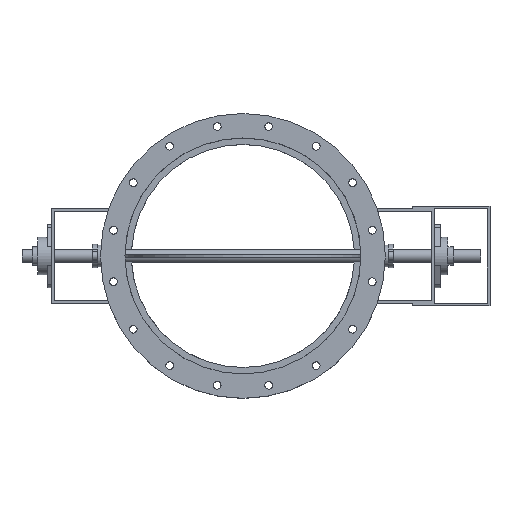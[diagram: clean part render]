
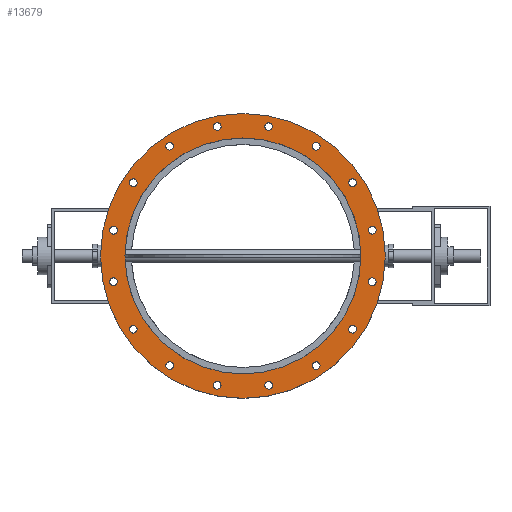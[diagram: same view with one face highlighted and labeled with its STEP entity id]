
A CAD part, top view. The second image highlights one B-rep face of the part: STEP entity #13679.
In plain terms, the highlighted planar face has unit normal (0, 0, 1).
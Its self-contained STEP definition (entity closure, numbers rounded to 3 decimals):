
#149=CIRCLE('',#14178,275.);
#220=CIRCLE('',#14322,9.);
#222=CIRCLE('',#14326,9.);
#224=CIRCLE('',#14330,9.);
#226=CIRCLE('',#14334,9.);
#228=CIRCLE('',#14338,9.);
#230=CIRCLE('',#14342,9.);
#232=CIRCLE('',#14346,9.);
#234=CIRCLE('',#14350,9.);
#236=CIRCLE('',#14354,9.);
#238=CIRCLE('',#14358,9.);
#240=CIRCLE('',#14362,9.);
#242=CIRCLE('',#14366,9.);
#244=CIRCLE('',#14370,9.);
#246=CIRCLE('',#14374,9.);
#248=CIRCLE('',#14378,9.);
#250=CIRCLE('',#14382,9.);
#252=CIRCLE('',#14388,332.);
#388=FACE_BOUND('',#2374,.T.);
#389=FACE_BOUND('',#2375,.T.);
#390=FACE_BOUND('',#2376,.T.);
#391=FACE_BOUND('',#2377,.T.);
#392=FACE_BOUND('',#2378,.T.);
#393=FACE_BOUND('',#2379,.T.);
#394=FACE_BOUND('',#2380,.T.);
#395=FACE_BOUND('',#2381,.T.);
#396=FACE_BOUND('',#2382,.T.);
#397=FACE_BOUND('',#2383,.T.);
#398=FACE_BOUND('',#2384,.T.);
#399=FACE_BOUND('',#2385,.T.);
#400=FACE_BOUND('',#2386,.T.);
#401=FACE_BOUND('',#2387,.T.);
#402=FACE_BOUND('',#2388,.T.);
#403=FACE_BOUND('',#2389,.T.);
#404=FACE_BOUND('',#2390,.T.);
#854=PLANE('',#14392);
#1547=FACE_OUTER_BOUND('',#2373,.T.);
#2373=EDGE_LOOP('',(#12248));
#2374=EDGE_LOOP('',(#12249));
#2375=EDGE_LOOP('',(#12250));
#2376=EDGE_LOOP('',(#12251));
#2377=EDGE_LOOP('',(#12252));
#2378=EDGE_LOOP('',(#12253));
#2379=EDGE_LOOP('',(#12254));
#2380=EDGE_LOOP('',(#12255));
#2381=EDGE_LOOP('',(#12256));
#2382=EDGE_LOOP('',(#12257));
#2383=EDGE_LOOP('',(#12258));
#2384=EDGE_LOOP('',(#12259));
#2385=EDGE_LOOP('',(#12260));
#2386=EDGE_LOOP('',(#12261));
#2387=EDGE_LOOP('',(#12262));
#2388=EDGE_LOOP('',(#12263));
#2389=EDGE_LOOP('',(#12264));
#2390=EDGE_LOOP('',(#12265));
#6531=VERTEX_POINT('',#23167);
#6646=VERTEX_POINT('',#23668);
#6648=VERTEX_POINT('',#23676);
#6650=VERTEX_POINT('',#23684);
#6652=VERTEX_POINT('',#23692);
#6654=VERTEX_POINT('',#23700);
#6656=VERTEX_POINT('',#23708);
#6658=VERTEX_POINT('',#23716);
#6660=VERTEX_POINT('',#23724);
#6662=VERTEX_POINT('',#23732);
#6664=VERTEX_POINT('',#23740);
#6666=VERTEX_POINT('',#23748);
#6668=VERTEX_POINT('',#23756);
#6670=VERTEX_POINT('',#23764);
#6672=VERTEX_POINT('',#23772);
#6674=VERTEX_POINT('',#23780);
#6676=VERTEX_POINT('',#23788);
#6678=VERTEX_POINT('',#23798);
#8287=EDGE_CURVE('',#6531,#6531,#149,.T.);
#8477=EDGE_CURVE('',#6646,#6646,#220,.T.);
#8481=EDGE_CURVE('',#6648,#6648,#222,.T.);
#8485=EDGE_CURVE('',#6650,#6650,#224,.T.);
#8489=EDGE_CURVE('',#6652,#6652,#226,.T.);
#8493=EDGE_CURVE('',#6654,#6654,#228,.T.);
#8497=EDGE_CURVE('',#6656,#6656,#230,.T.);
#8501=EDGE_CURVE('',#6658,#6658,#232,.T.);
#8505=EDGE_CURVE('',#6660,#6660,#234,.T.);
#8509=EDGE_CURVE('',#6662,#6662,#236,.T.);
#8513=EDGE_CURVE('',#6664,#6664,#238,.T.);
#8517=EDGE_CURVE('',#6666,#6666,#240,.T.);
#8521=EDGE_CURVE('',#6668,#6668,#242,.T.);
#8525=EDGE_CURVE('',#6670,#6670,#244,.T.);
#8529=EDGE_CURVE('',#6672,#6672,#246,.T.);
#8533=EDGE_CURVE('',#6674,#6674,#248,.T.);
#8537=EDGE_CURVE('',#6676,#6676,#250,.T.);
#8541=EDGE_CURVE('',#6678,#6678,#252,.T.);
#12248=ORIENTED_EDGE('',*,*,#8541,.T.);
#12249=ORIENTED_EDGE('',*,*,#8477,.T.);
#12250=ORIENTED_EDGE('',*,*,#8481,.T.);
#12251=ORIENTED_EDGE('',*,*,#8485,.T.);
#12252=ORIENTED_EDGE('',*,*,#8489,.T.);
#12253=ORIENTED_EDGE('',*,*,#8493,.T.);
#12254=ORIENTED_EDGE('',*,*,#8497,.T.);
#12255=ORIENTED_EDGE('',*,*,#8501,.T.);
#12256=ORIENTED_EDGE('',*,*,#8505,.T.);
#12257=ORIENTED_EDGE('',*,*,#8509,.T.);
#12258=ORIENTED_EDGE('',*,*,#8513,.T.);
#12259=ORIENTED_EDGE('',*,*,#8517,.T.);
#12260=ORIENTED_EDGE('',*,*,#8521,.T.);
#12261=ORIENTED_EDGE('',*,*,#8525,.T.);
#12262=ORIENTED_EDGE('',*,*,#8529,.T.);
#12263=ORIENTED_EDGE('',*,*,#8533,.T.);
#12264=ORIENTED_EDGE('',*,*,#8537,.T.);
#12265=ORIENTED_EDGE('',*,*,#8287,.T.);
#13679=ADVANCED_FACE('',(#1547,#388,#389,#390,#391,#392,#393,#394,#395,
#396,#397,#398,#399,#400,#401,#402,#403,#404),#854,.T.);
#14178=AXIS2_PLACEMENT_3D('',#23169,#16540,#16541);
#14322=AXIS2_PLACEMENT_3D('',#23669,#16938,#16939);
#14326=AXIS2_PLACEMENT_3D('',#23677,#16948,#16949);
#14330=AXIS2_PLACEMENT_3D('',#23685,#16958,#16959);
#14334=AXIS2_PLACEMENT_3D('',#23693,#16968,#16969);
#14338=AXIS2_PLACEMENT_3D('',#23701,#16978,#16979);
#14342=AXIS2_PLACEMENT_3D('',#23709,#16988,#16989);
#14346=AXIS2_PLACEMENT_3D('',#23717,#16998,#16999);
#14350=AXIS2_PLACEMENT_3D('',#23725,#17008,#17009);
#14354=AXIS2_PLACEMENT_3D('',#23733,#17018,#17019);
#14358=AXIS2_PLACEMENT_3D('',#23741,#17028,#17029);
#14362=AXIS2_PLACEMENT_3D('',#23749,#17038,#17039);
#14366=AXIS2_PLACEMENT_3D('',#23757,#17048,#17049);
#14370=AXIS2_PLACEMENT_3D('',#23765,#17058,#17059);
#14374=AXIS2_PLACEMENT_3D('',#23773,#17068,#17069);
#14378=AXIS2_PLACEMENT_3D('',#23781,#17078,#17079);
#14382=AXIS2_PLACEMENT_3D('',#23789,#17088,#17089);
#14388=AXIS2_PLACEMENT_3D('',#23799,#17102,#17103);
#14392=AXIS2_PLACEMENT_3D('',#23806,#17112,#17113);
#16540=DIRECTION('center_axis',(0.,0.,-1.));
#16541=DIRECTION('ref_axis',(-1.,0.,0.));
#16938=DIRECTION('center_axis',(0.,0.,-1.));
#16939=DIRECTION('ref_axis',(0.924,0.383,0.));
#16948=DIRECTION('center_axis',(0.,0.,-1.));
#16949=DIRECTION('ref_axis',(0.707,0.707,0.));
#16958=DIRECTION('center_axis',(0.,0.,-1.));
#16959=DIRECTION('ref_axis',(0.383,0.924,0.));
#16968=DIRECTION('center_axis',(0.,0.,-1.));
#16969=DIRECTION('ref_axis',(0.,1.,0.));
#16978=DIRECTION('center_axis',(0.,0.,-1.));
#16979=DIRECTION('ref_axis',(-0.383,0.924,0.));
#16988=DIRECTION('center_axis',(0.,0.,-1.));
#16989=DIRECTION('ref_axis',(-0.707,0.707,0.));
#16998=DIRECTION('center_axis',(0.,0.,-1.));
#16999=DIRECTION('ref_axis',(-0.924,0.383,0.));
#17008=DIRECTION('center_axis',(0.,0.,-1.));
#17009=DIRECTION('ref_axis',(-1.,0.,0.));
#17018=DIRECTION('center_axis',(0.,0.,-1.));
#17019=DIRECTION('ref_axis',(-0.924,-0.383,0.));
#17028=DIRECTION('center_axis',(0.,0.,-1.));
#17029=DIRECTION('ref_axis',(-0.707,-0.707,0.));
#17038=DIRECTION('center_axis',(0.,0.,-1.));
#17039=DIRECTION('ref_axis',(-0.383,-0.924,0.));
#17048=DIRECTION('center_axis',(0.,0.,-1.));
#17049=DIRECTION('ref_axis',(0.,-1.,0.));
#17058=DIRECTION('center_axis',(0.,0.,-1.));
#17059=DIRECTION('ref_axis',(0.383,-0.924,0.));
#17068=DIRECTION('center_axis',(0.,0.,-1.));
#17069=DIRECTION('ref_axis',(0.707,-0.707,0.));
#17078=DIRECTION('center_axis',(0.,0.,-1.));
#17079=DIRECTION('ref_axis',(0.924,-0.383,0.));
#17088=DIRECTION('center_axis',(0.,0.,-1.));
#17089=DIRECTION('ref_axis',(1.,0.,0.));
#17102=DIRECTION('center_axis',(0.,0.,1.));
#17103=DIRECTION('ref_axis',(1.,0.,0.));
#17112=DIRECTION('center_axis',(0.,0.,1.));
#17113=DIRECTION('ref_axis',(1.,0.,0.));
#23167=CARTESIAN_POINT('',(275.,0.,80.));
#23169=CARTESIAN_POINT('Origin',(0.,0.,80.));
#23668=CARTESIAN_POINT('',(-68.305,298.147,80.));
#23669=CARTESIAN_POINT('Origin',(-59.99,301.591,80.));
#23676=CARTESIAN_POINT('',(-177.202,249.313,80.));
#23677=CARTESIAN_POINT('Origin',(-170.838,255.677,80.));
#23684=CARTESIAN_POINT('',(-259.121,162.523,80.));
#23685=CARTESIAN_POINT('Origin',(-255.677,170.838,80.));
#23692=CARTESIAN_POINT('',(-301.591,50.99,80.));
#23693=CARTESIAN_POINT('Origin',(-301.591,59.99,80.));
#23700=CARTESIAN_POINT('',(-298.147,-68.305,80.));
#23701=CARTESIAN_POINT('Origin',(-301.591,-59.99,80.));
#23708=CARTESIAN_POINT('',(-249.313,-177.202,80.));
#23709=CARTESIAN_POINT('Origin',(-255.677,-170.838,80.));
#23716=CARTESIAN_POINT('',(-162.523,-259.121,80.));
#23717=CARTESIAN_POINT('Origin',(-170.838,-255.677,80.));
#23724=CARTESIAN_POINT('',(-50.99,-301.591,80.));
#23725=CARTESIAN_POINT('Origin',(-59.99,-301.591,80.));
#23732=CARTESIAN_POINT('',(68.305,-298.147,80.));
#23733=CARTESIAN_POINT('Origin',(59.99,-301.591,80.));
#23740=CARTESIAN_POINT('',(177.202,-249.313,80.));
#23741=CARTESIAN_POINT('Origin',(170.838,-255.677,80.));
#23748=CARTESIAN_POINT('',(259.121,-162.523,80.));
#23749=CARTESIAN_POINT('Origin',(255.677,-170.838,80.));
#23756=CARTESIAN_POINT('',(301.591,-50.99,80.));
#23757=CARTESIAN_POINT('Origin',(301.591,-59.99,80.));
#23764=CARTESIAN_POINT('',(298.147,68.305,80.));
#23765=CARTESIAN_POINT('Origin',(301.591,59.99,80.));
#23772=CARTESIAN_POINT('',(249.313,177.202,80.));
#23773=CARTESIAN_POINT('Origin',(255.677,170.838,80.));
#23780=CARTESIAN_POINT('',(162.523,259.121,80.));
#23781=CARTESIAN_POINT('Origin',(170.838,255.677,80.));
#23788=CARTESIAN_POINT('',(50.99,301.591,80.));
#23789=CARTESIAN_POINT('Origin',(59.99,301.591,80.));
#23798=CARTESIAN_POINT('',(-332.,0.,80.));
#23799=CARTESIAN_POINT('Origin',(0.,0.,80.));
#23806=CARTESIAN_POINT('Origin',(0.,0.,80.));
